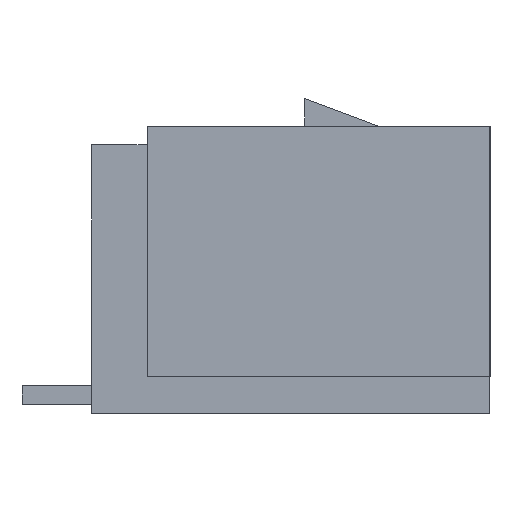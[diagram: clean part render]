
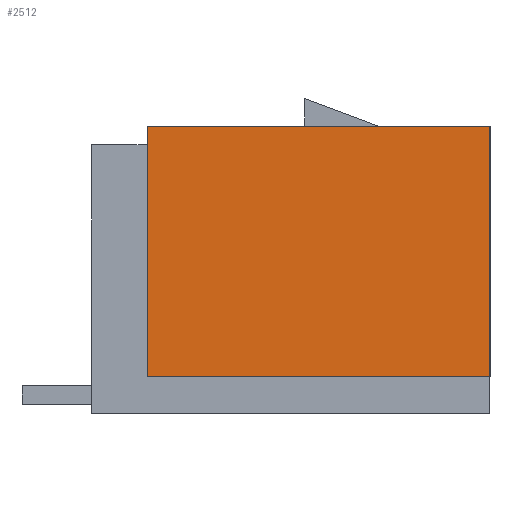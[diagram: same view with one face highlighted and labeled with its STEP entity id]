
A CAD part, left-side view. The second image highlights one B-rep face of the part: STEP entity #2512.
In plain terms, the highlighted planar face has unit normal (-1, 0, 0).
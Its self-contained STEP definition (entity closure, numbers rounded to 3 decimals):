
#80=FACE_OUTER_BOUND('',#206,.T.);
#206=EDGE_LOOP('',(#1825,#1826,#1827,#1828));
#385=LINE('',#3590,#724);
#394=LINE('',#3607,#733);
#446=LINE('',#3711,#785);
#490=LINE('',#3776,#829);
#724=VECTOR('',#2945,10.);
#733=VECTOR('',#2958,10.);
#785=VECTOR('',#3048,10.);
#829=VECTOR('',#3098,10.);
#1045=VERTEX_POINT('',#3587);
#1046=VERTEX_POINT('',#3589);
#1052=VERTEX_POINT('',#3606);
#1085=VERTEX_POINT('',#3710);
#1289=EDGE_CURVE('',#1045,#1046,#385,.T.);
#1298=EDGE_CURVE('',#1046,#1052,#394,.T.);
#1350=EDGE_CURVE('',#1045,#1085,#446,.T.);
#1394=EDGE_CURVE('',#1085,#1052,#490,.T.);
#1825=ORIENTED_EDGE('',*,*,#1289,.F.);
#1826=ORIENTED_EDGE('',*,*,#1350,.T.);
#1827=ORIENTED_EDGE('',*,*,#1394,.T.);
#1828=ORIENTED_EDGE('',*,*,#1298,.F.);
#2261=PLANE('',#2712);
#2512=ADVANCED_FACE('',(#80),#2261,.T.);
#2712=AXIS2_PLACEMENT_3D('',#3775,#3096,#3097);
#2945=DIRECTION('',(0.,0.,-1.));
#2958=DIRECTION('',(0.,1.,0.));
#3048=DIRECTION('',(0.,1.,0.));
#3096=DIRECTION('center_axis',(-1.,0.,0.));
#3097=DIRECTION('ref_axis',(0.,0.,1.));
#3098=DIRECTION('',(0.,0.,-1.));
#3587=CARTESIAN_POINT('',(-5.2,0.55,1.95));
#3589=CARTESIAN_POINT('',(-5.2,0.55,-0.75));
#3590=CARTESIAN_POINT('',(-5.2,0.55,-0.7));
#3606=CARTESIAN_POINT('',(-5.2,4.25,-0.75));
#3607=CARTESIAN_POINT('',(-5.2,0.55,-0.75));
#3710=CARTESIAN_POINT('',(-5.2,4.25,1.95));
#3711=CARTESIAN_POINT('',(-5.2,0.55,1.95));
#3775=CARTESIAN_POINT('Origin',(-5.2,2.4,0.475));
#3776=CARTESIAN_POINT('',(-5.2,4.25,1.95));
